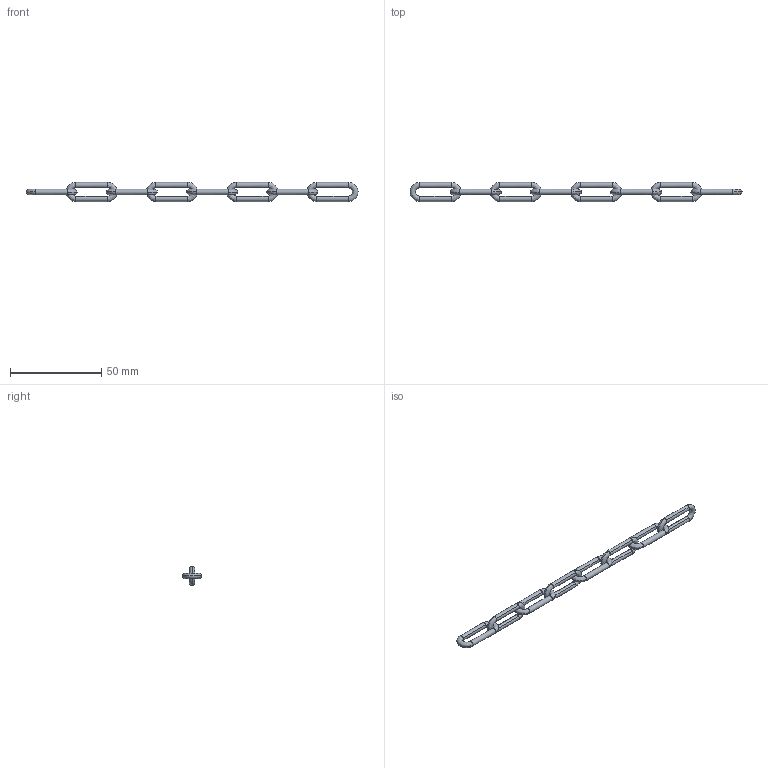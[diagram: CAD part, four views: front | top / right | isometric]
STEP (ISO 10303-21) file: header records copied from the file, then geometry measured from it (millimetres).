
FILE_DESCRIPTION((''),'2;1');
FILE_NAME('','2005-12-14T14:34:21',(''),(''),'','CADfix','');
FILE_SCHEMA(('AUTOMOTIVE_DESIGN'));
Length unit declared in the file: millimetre
Products named in the file (2): chain; TM_103SS_11_11319_36
Assembly tree (8 placements, depth 2):
  TM_103SS_11_11319_36
    chain  x8
Bounding box: 181.99 x 10.5 x 10.5 mm (x, y, z)
Volume: 3313.8 mm3; surface area: 4417.7 mm2
Topology: 8 solids, 8 shells, 64 faces, 248 edges, 184 vertices
Faces by surface type: bspline 64
Entity records: 603 total; most frequent: CARTESIAN_POINT 340, ORIENTED_EDGE 62, DIRECTION 36, EDGE_CURVE 31, VERTEX_POINT 23, AXIS2_PLACEMENT_3D 18, PRODUCT_DEFINITION_SHAPE 10, EDGE_LOOP 8
